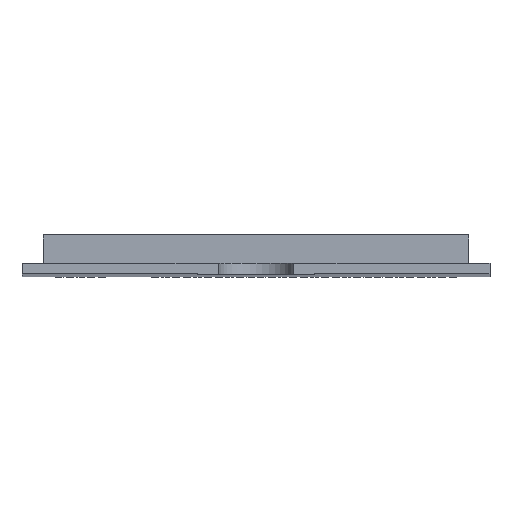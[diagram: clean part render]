
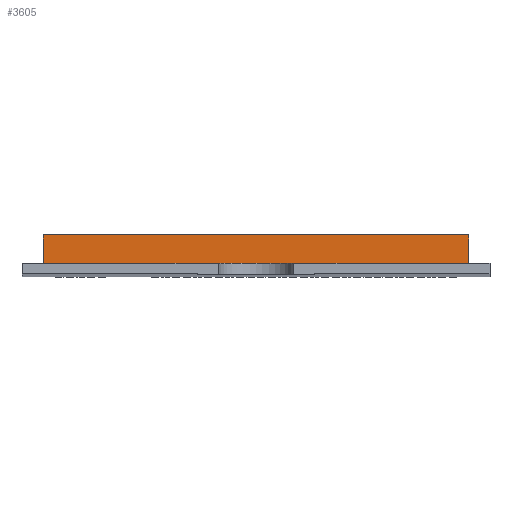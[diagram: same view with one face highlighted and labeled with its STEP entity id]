
A CAD part, top view. The second image highlights one B-rep face of the part: STEP entity #3605.
In plain terms, the highlighted planar face has unit normal (0, 0, 1).
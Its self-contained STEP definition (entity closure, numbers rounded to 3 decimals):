
#64=CARTESIAN_POINT('',(-10.,0.,30.));
#65=VERTEX_POINT('',#64);
#66=CARTESIAN_POINT('',(10.,0.,30.));
#67=VERTEX_POINT('',#66);
#68=CARTESIAN_POINT('',(-10.,0.,30.));
#69=DIRECTION('',(1.,0.,-0.));
#70=VECTOR('',#69,20.);
#71=LINE('',#68,#70);
#72=EDGE_CURVE('',#65,#67,#71,.T.);
#3549=CARTESIAN_POINT('',(-10.,1.35,30.));
#3550=VERTEX_POINT('',#3549);
#3551=CARTESIAN_POINT('',(-10.,1.35,30.));
#3552=DIRECTION('',(0.,-1.,0.));
#3553=VECTOR('',#3552,1.35);
#3554=LINE('',#3551,#3553);
#3555=EDGE_CURVE('',#3550,#65,#3554,.T.);
#3582=CARTESIAN_POINT('',(-10.,1.35,30.));
#3583=DIRECTION('',(0.,0.,-1.));
#3584=DIRECTION('',(-1.,0.,0.));
#3585=AXIS2_PLACEMENT_3D('',#3582,#3583,#3584);
#3586=PLANE('',#3585);
#3587=ORIENTED_EDGE('',*,*,#72,.T.);
#3588=CARTESIAN_POINT('',(10.,1.35,30.));
#3589=VERTEX_POINT('',#3588);
#3590=CARTESIAN_POINT('',(10.,1.35,30.));
#3591=DIRECTION('',(0.,-1.,0.));
#3592=VECTOR('',#3591,1.35);
#3593=LINE('',#3590,#3592);
#3594=EDGE_CURVE('',#3589,#67,#3593,.T.);
#3595=ORIENTED_EDGE('',*,*,#3594,.F.);
#3596=CARTESIAN_POINT('',(-10.,1.35,30.));
#3597=DIRECTION('',(1.,0.,-0.));
#3598=VECTOR('',#3597,20.);
#3599=LINE('',#3596,#3598);
#3600=EDGE_CURVE('',#3550,#3589,#3599,.T.);
#3601=ORIENTED_EDGE('',*,*,#3600,.F.);
#3602=ORIENTED_EDGE('',*,*,#3555,.T.);
#3603=EDGE_LOOP('',(#3587,#3595,#3601,#3602));
#3604=FACE_BOUND('',#3603,.T.);
#3605=ADVANCED_FACE('',(#3604),#3586,.F.);
